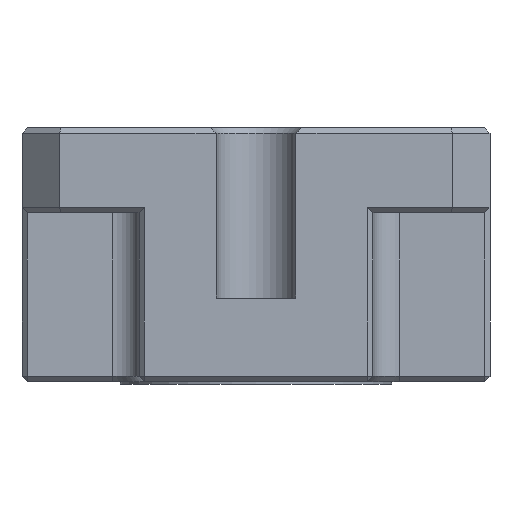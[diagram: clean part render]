
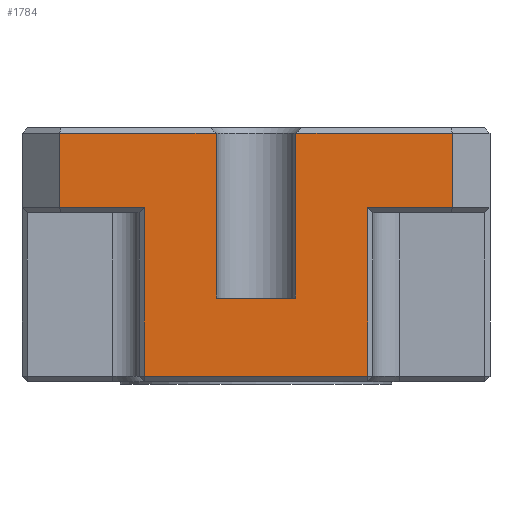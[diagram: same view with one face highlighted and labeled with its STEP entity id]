
A CAD part, front view. The second image highlights one B-rep face of the part: STEP entity #1784.
In plain terms, the highlighted planar face has unit normal (0, -1, 0).
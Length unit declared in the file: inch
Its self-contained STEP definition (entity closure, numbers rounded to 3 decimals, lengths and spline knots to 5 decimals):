
#33 = VERTEX_POINT ( 'NONE', #3844 ) ;
#47 = ORIENTED_EDGE ( 'NONE', *, *, #119, .F. ) ;
#111 = CARTESIAN_POINT ( 'NONE',  ( -0.11706, 0.12051, 0.56396 ) ) ;
#119 = EDGE_CURVE ( 'NONE', #33, #3528, #3002, .T. ) ;
#131 = ORIENTED_EDGE ( 'NONE', *, *, #2290, .T. ) ;
#153 = CARTESIAN_POINT ( 'NONE',  ( 0.30294, 0.12051, 0.57396 ) ) ;
#226 = VERTEX_POINT ( 'NONE', #1741 ) ;
#455 = CARTESIAN_POINT ( 'NONE',  ( 0.30294, 0.12051, 0.88096 ) ) ;
#474 = DIRECTION ( 'NONE',  ( 1., 0., 0. ) ) ;
#491 = DIRECTION ( 'NONE',  ( 1., 0., 0. ) ) ;
#502 = VECTOR ( 'NONE', #474, 39.37008 ) ;
#612 = LINE ( 'NONE', #5844, #1959 ) ;
#656 = VERTEX_POINT ( 'NONE', #5807 ) ;
#690 = DIRECTION ( 'NONE',  ( -1., 0., 0. ) ) ;
#704 = DIRECTION ( 'NONE',  ( 0., 0., -1. ) ) ;
#718 = VECTOR ( 'NONE', #491, 39.37008 ) ;
#882 = ORIENTED_EDGE ( 'NONE', *, *, #4043, .T. ) ;
#951 = CARTESIAN_POINT ( 'NONE',  ( -0.34706, 0.12051, 0.89096 ) ) ;
#962 = VERTEX_POINT ( 'NONE', #2465 ) ;
#1012 = ORIENTED_EDGE ( 'NONE', *, *, #1372, .T. ) ;
#1026 = LINE ( 'NONE', #2503, #1956 ) ;
#1098 = CARTESIAN_POINT ( 'NONE',  ( 0.30294, 0.12051, 0.89096 ) ) ;
#1117 = AXIS2_PLACEMENT_3D ( 'NONE', #3021, #1557, #704 ) ;
#1211 = LINE ( 'NONE', #4929, #4812 ) ;
#1222 = DIRECTION ( 'NONE',  ( 1., 0., 0. ) ) ;
#1372 = EDGE_CURVE ( 'NONE', #5535, #5927, #1899, .T. ) ;
#1425 = LINE ( 'NONE', #2380, #502 ) ;
#1557 = DIRECTION ( 'NONE',  ( 0., -1., 0. ) ) ;
#1627 = VERTEX_POINT ( 'NONE', #1989 ) ;
#1741 = CARTESIAN_POINT ( 'NONE',  ( 0.46294, 0.12051, 1.03096 ) ) ;
#1748 = VECTOR ( 'NONE', #2841, 39.37008 ) ;
#1784 = ADVANCED_FACE ( 'NONE', ( #5386 ), #5786, .T. ) ;
#1893 = DIRECTION ( 'NONE',  ( 0., 0., 1. ) ) ;
#1899 = LINE ( 'NONE', #951, #718 ) ;
#1912 = ORIENTED_EDGE ( 'NONE', *, *, #3375, .T. ) ;
#1956 = VECTOR ( 'NONE', #3344, 39.37008 ) ;
#1959 = VECTOR ( 'NONE', #4847, 39.37008 ) ;
#1965 = VECTOR ( 'NONE', #1222, 39.37008 ) ;
#1989 = CARTESIAN_POINT ( 'NONE',  ( 0.46294, 0.12051, 0.89096 ) ) ;
#2012 = CARTESIAN_POINT ( 'NONE',  ( -0.27706, 0.12051, 1.03096 ) ) ;
#2203 = CARTESIAN_POINT ( 'NONE',  ( 0.16794, 0.12051, 1.03096 ) ) ;
#2290 = EDGE_CURVE ( 'NONE', #226, #3528, #4533, .T. ) ;
#2378 = ORIENTED_EDGE ( 'NONE', *, *, #5015, .T. ) ;
#2380 = CARTESIAN_POINT ( 'NONE',  ( -0.34706, 0.12051, 0.57396 ) ) ;
#2391 = VERTEX_POINT ( 'NONE', #4115 ) ;
#2411 = CARTESIAN_POINT ( 'NONE',  ( -0.27706, 0.12051, 0.89096 ) ) ;
#2433 = CARTESIAN_POINT ( 'NONE',  ( -0.11706, 0.12051, 0.89096 ) ) ;
#2465 = CARTESIAN_POINT ( 'NONE',  ( 0.01794, 0.12051, 0.72096 ) ) ;
#2475 = LINE ( 'NONE', #4370, #1748 ) ;
#2478 = ORIENTED_EDGE ( 'NONE', *, *, #5557, .F. ) ;
#2488 = DIRECTION ( 'NONE',  ( 0., 0., -1. ) ) ;
#2503 = CARTESIAN_POINT ( 'NONE',  ( 0.01794, 0.12051, 0.55748 ) ) ;
#2774 = ORIENTED_EDGE ( 'NONE', *, *, #4825, .T. ) ;
#2828 = VECTOR ( 'NONE', #2488, 39.37008 ) ;
#2841 = DIRECTION ( 'NONE',  ( 1., 0., 0. ) ) ;
#2848 = CARTESIAN_POINT ( 'NONE',  ( 0.16794, 0.12051, 1.03096 ) ) ;
#3002 = LINE ( 'NONE', #6009, #4662 ) ;
#3021 = CARTESIAN_POINT ( 'NONE',  ( -0.34706, 0.12051, 0.56396 ) ) ;
#3040 = VECTOR ( 'NONE', #690, 39.37008 ) ;
#3045 = DIRECTION ( 'NONE',  ( 0., 0., 1. ) ) ;
#3059 = VERTEX_POINT ( 'NONE', #1098 ) ;
#3089 = EDGE_CURVE ( 'NONE', #5927, #3418, #4322, .T. ) ;
#3245 = CARTESIAN_POINT ( 'NONE',  ( -0.11706, 0.12051, 0.57396 ) ) ;
#3281 = ORIENTED_EDGE ( 'NONE', *, *, #4830, .T. ) ;
#3344 = DIRECTION ( 'NONE',  ( 0., 0., 1. ) ) ;
#3375 = EDGE_CURVE ( 'NONE', #3059, #1627, #5939, .T. ) ;
#3381 = LINE ( 'NONE', #2012, #3040 ) ;
#3418 = VERTEX_POINT ( 'NONE', #3245 ) ;
#3463 = DIRECTION ( 'NONE',  ( 0., 0., 1. ) ) ;
#3528 = VERTEX_POINT ( 'NONE', #2848 ) ;
#3549 = EDGE_CURVE ( 'NONE', #5130, #3059, #5158, .T. ) ;
#3700 = VECTOR ( 'NONE', #5531, 39.37008 ) ;
#3794 = ORIENTED_EDGE ( 'NONE', *, *, #3549, .T. ) ;
#3803 = ORIENTED_EDGE ( 'NONE', *, *, #3089, .T. ) ;
#3844 = CARTESIAN_POINT ( 'NONE',  ( 0.16794, 0.12051, 0.72096 ) ) ;
#4043 = EDGE_CURVE ( 'NONE', #962, #2391, #1026, .T. ) ;
#4115 = CARTESIAN_POINT ( 'NONE',  ( 0.01794, 0.12051, 1.03096 ) ) ;
#4322 = LINE ( 'NONE', #111, #2828 ) ;
#4368 = EDGE_CURVE ( 'NONE', #656, #5535, #612, .T. ) ;
#4370 = CARTESIAN_POINT ( 'NONE',  ( -0.34706, 0.12051, 0.72096 ) ) ;
#4533 = LINE ( 'NONE', #2203, #3700 ) ;
#4610 = ORIENTED_EDGE ( 'NONE', *, *, #4368, .T. ) ;
#4662 = VECTOR ( 'NONE', #3463, 39.37008 ) ;
#4812 = VECTOR ( 'NONE', #3045, 39.37008 ) ;
#4825 = EDGE_CURVE ( 'NONE', #2391, #656, #3381, .T. ) ;
#4830 = EDGE_CURVE ( 'NONE', #1627, #226, #1211, .T. ) ;
#4847 = DIRECTION ( 'NONE',  ( 0., 0., -1. ) ) ;
#4929 = CARTESIAN_POINT ( 'NONE',  ( 0.46294, 0.12051, 0.56396 ) ) ;
#5015 = EDGE_CURVE ( 'NONE', #3418, #5130, #1425, .T. ) ;
#5031 = CARTESIAN_POINT ( 'NONE',  ( -0.34706, 0.12051, 0.89096 ) ) ;
#5130 = VERTEX_POINT ( 'NONE', #153 ) ;
#5158 = LINE ( 'NONE', #455, #5792 ) ;
#5358 = EDGE_LOOP ( 'NONE', ( #4610, #1012, #3803, #2378, #3794, #1912, #3281, #131, #47, #2478, #882, #2774 ) ) ;
#5386 = FACE_OUTER_BOUND ( 'NONE', #5358, .T. ) ;
#5531 = DIRECTION ( 'NONE',  ( -1., 0., 0. ) ) ;
#5535 = VERTEX_POINT ( 'NONE', #2411 ) ;
#5557 = EDGE_CURVE ( 'NONE', #962, #33, #2475, .T. ) ;
#5786 = PLANE ( 'NONE',  #1117 ) ;
#5792 = VECTOR ( 'NONE', #1893, 39.37008 ) ;
#5807 = CARTESIAN_POINT ( 'NONE',  ( -0.27706, 0.12051, 1.03096 ) ) ;
#5844 = CARTESIAN_POINT ( 'NONE',  ( -0.27706, 0.12051, 0.56396 ) ) ;
#5927 = VERTEX_POINT ( 'NONE', #2433 ) ;
#5939 = LINE ( 'NONE', #5031, #1965 ) ;
#6009 = CARTESIAN_POINT ( 'NONE',  ( 0.16794, 0.12051, 0.55748 ) ) ;
